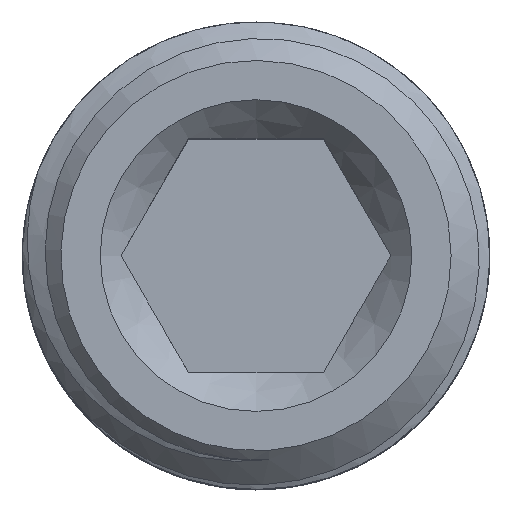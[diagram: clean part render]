
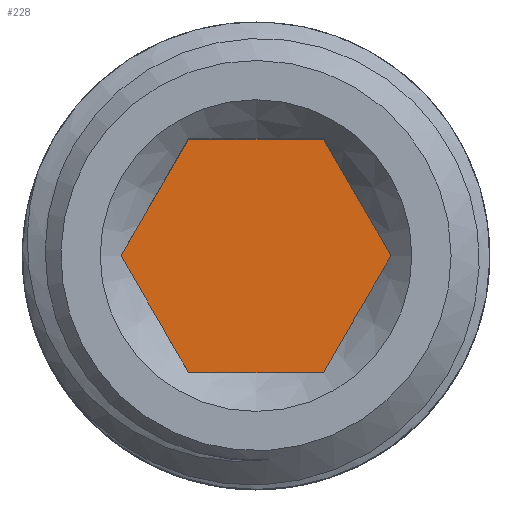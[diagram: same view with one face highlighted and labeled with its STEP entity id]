
A CAD part, top view. The second image highlights one B-rep face of the part: STEP entity #228.
In plain terms, the highlighted planar face has unit normal (0, 0, 1).
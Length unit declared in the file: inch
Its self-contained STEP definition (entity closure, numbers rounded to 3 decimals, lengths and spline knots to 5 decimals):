
#27=LINE('',#338,#39);
#30=LINE('',#343,#42);
#32=LINE('',#347,#44);
#34=LINE('',#351,#46);
#36=LINE('',#355,#48);
#37=LINE('',#357,#49);
#39=VECTOR('',#265,0.21651);
#42=VECTOR('',#270,0.21651);
#44=VECTOR('',#274,0.21651);
#46=VECTOR('',#278,0.21651);
#48=VECTOR('',#282,0.21651);
#49=VECTOR('',#285,0.21651);
#56=PLANE('',#246);
#74=FACE_OUTER_BOUND('',#90,.T.);
#90=EDGE_LOOP('',(#189,#190,#191,#192,#193,#194));
#114=VERTEX_POINT('',#335);
#115=VERTEX_POINT('',#337);
#116=VERTEX_POINT('',#341);
#117=VERTEX_POINT('',#345);
#118=VERTEX_POINT('',#349);
#119=VERTEX_POINT('',#353);
#136=EDGE_CURVE('',#115,#114,#27,.T.);
#139=EDGE_CURVE('',#114,#116,#30,.T.);
#141=EDGE_CURVE('',#116,#117,#32,.T.);
#143=EDGE_CURVE('',#117,#118,#34,.T.);
#145=EDGE_CURVE('',#118,#119,#36,.T.);
#146=EDGE_CURVE('',#119,#115,#37,.T.);
#189=ORIENTED_EDGE('',*,*,#143,.T.);
#190=ORIENTED_EDGE('',*,*,#145,.T.);
#191=ORIENTED_EDGE('',*,*,#146,.T.);
#192=ORIENTED_EDGE('',*,*,#136,.T.);
#193=ORIENTED_EDGE('',*,*,#139,.T.);
#194=ORIENTED_EDGE('',*,*,#141,.T.);
#228=ADVANCED_FACE('',(#74),#56,.T.);
#246=AXIS2_PLACEMENT_3D('',#358,#286,#287);
#265=DIRECTION('',(1.,0.,0.));
#270=DIRECTION('',(0.5,0.866,0.));
#274=DIRECTION('',(-0.5,0.866,0.));
#278=DIRECTION('',(-1.,0.,0.));
#282=DIRECTION('',(-0.5,-0.866,0.));
#285=DIRECTION('',(0.5,-0.866,0.));
#286=DIRECTION('center_axis',(0.,0.,
1.));
#287=DIRECTION('ref_axis',(1.,0.,0.));
#335=CARTESIAN_POINT('',(0.10825,-0.1875,0.156));
#337=CARTESIAN_POINT('',(-0.10825,-0.1875,0.156));
#338=CARTESIAN_POINT('',(0.10825,-0.1875,0.156));
#341=CARTESIAN_POINT('',(0.21651,0.,0.156));
#343=CARTESIAN_POINT('',(0.21651,0.,0.156));
#345=CARTESIAN_POINT('',(0.10825,0.1875,0.156));
#347=CARTESIAN_POINT('',(0.10825,0.1875,0.156));
#349=CARTESIAN_POINT('',(-0.10825,0.1875,0.156));
#351=CARTESIAN_POINT('',(-0.10825,0.1875,0.156));
#353=CARTESIAN_POINT('',(-0.21651,0.,0.156));
#355=CARTESIAN_POINT('',(-0.21651,0.,0.156));
#357=CARTESIAN_POINT('',(-0.10825,-0.1875,0.156));
#358=CARTESIAN_POINT('Origin',(0.,0.,
0.156));
